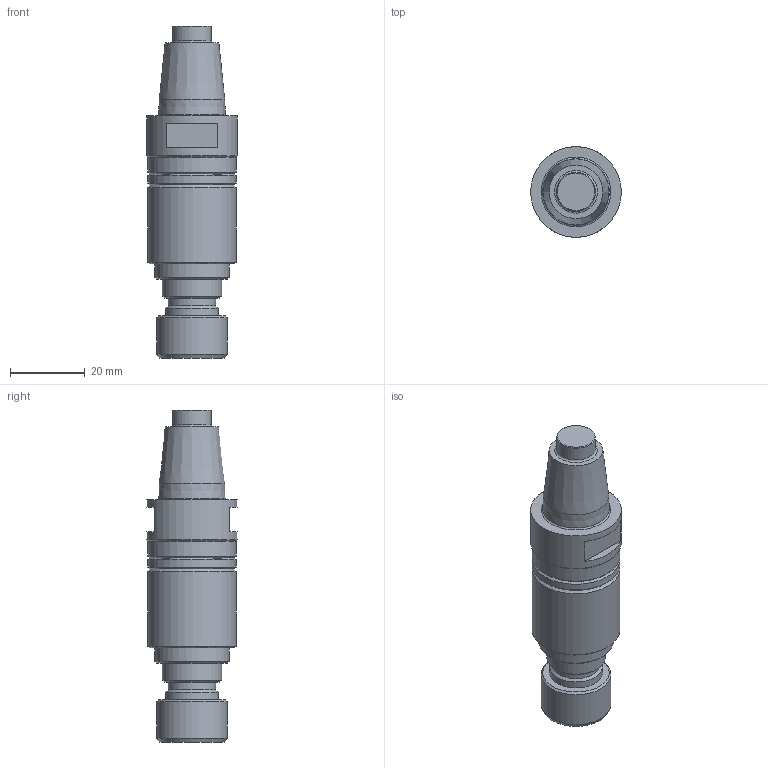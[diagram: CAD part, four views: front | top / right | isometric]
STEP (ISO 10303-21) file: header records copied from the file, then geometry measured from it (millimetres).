
FILE_DESCRIPTION(/* description */ (''),/* implementation_level */ '2;1');
FILE_NAME(/* name */ '1525683963873.stp',/* time_stamp */ '2018-05-07T11:06:19+02:00',/* author */ (''),/* organization */ ('SMS'),/* preprocessor_version */ 'ST-DEVELOPER v15',/* originating_system */ 'SIEMENS PLM Software NX 8.5',/* authorisation */ '');
FILE_SCHEMA (('AUTOMOTIVE_DESIGN { 1 0 10303 214 3 1 1 1 }'));
Length unit declared in the file: millimetre
Products named in the file (1): 112004523mod000_00
Bounding box: 24.2 x 24.2 x 88.6 mm (x, y, z)
Volume: 27554.4 mm3; surface area: 6583 mm2
Topology: 1 solids, 1 shells, 42 faces, 80 edges, 53 vertices
Faces by surface type: plane 16, cone 14, cylinder 10, torus 2
Full cylindrical faces by diameter (mm): 10.4 x1, 12.7 x1, 13.995 x1, 15.766 x1, 18.7 x1, 19.865 x1, 23.5 x1, 23.508 x2, 24.2 x1
Entity records: 939 total; most frequent: DIRECTION 178, CARTESIAN_POINT 139, ORIENTED_EDGE 94, AXIS2_PLACEMENT_3D 85, EDGE_LOOP 78, FACE_BOUND 70, EDGE_CURVE 47, VERTEX_POINT 43
